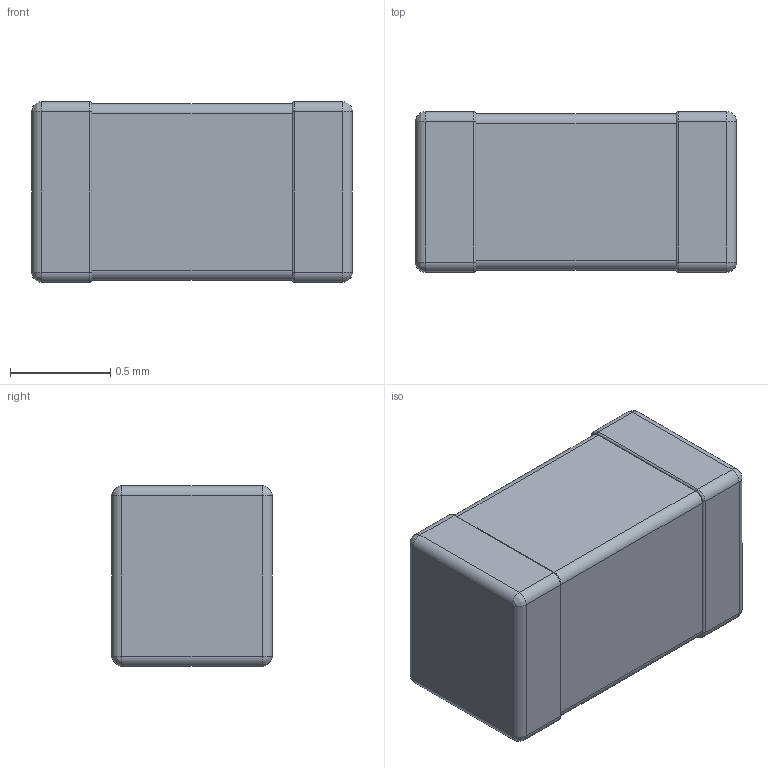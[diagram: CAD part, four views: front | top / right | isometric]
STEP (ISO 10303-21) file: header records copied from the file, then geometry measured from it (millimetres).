
FILE_DESCRIPTION (( 'STEP AP214' ), '1' );
FILE_NAME ('User Library-V0603HD.STEP', '2020-04-09T02:41:54', ( '' ), ( '' ), 'SwSTEP 2.0', 'SolidWorks 2019', '' );
FILE_SCHEMA (( 'AUTOMOTIVE_DESIGN' ));
Length unit declared in the file: millimetre
Products named in the file (3): Anschl_X_FCsse_1; K_X_F6rper_1; User Library-V0603HD
Assembly tree (2 placements, depth 2):
  User Library-V0603HD
    K_X_F6rper_1
    Anschl_X_FCsse_1
Bounding box: 1.6 x 0.8 x 0.9 mm (x, y, z)
Volume: 1.1 mm3; surface area: 9.7 mm2
Topology: 2 solids, 2 shells, 64 faces, 142 edges, 76 vertices
Faces by surface type: cylinder 30, plane 18, bspline 16
Entity records: 2676 total; most frequent: CARTESIAN_POINT 543, DIRECTION 292, ORIENTED_EDGE 268, EDGE_CURVE 134, AXIS2_PLACEMENT_3D 113, VERTEX_POINT 76, UNCERTAINTY_MEASURE_WITH_UNIT 71, SURFACE_STYLE_FILL_AREA 68
